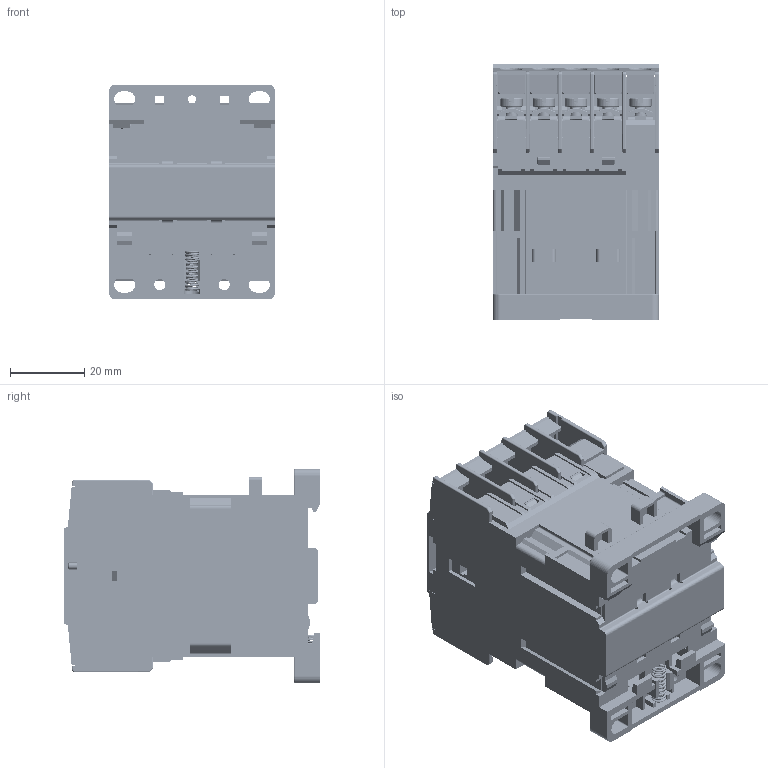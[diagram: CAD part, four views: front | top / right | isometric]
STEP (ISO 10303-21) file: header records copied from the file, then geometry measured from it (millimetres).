
FILE_DESCRIPTION((''),'2;1');
FILE_NAME('TOTAL_GMD_SW0001','2018-11-06T',('hijang'),(''),'CREO PARAMETRIC BY PTC INC, 2015380','CREO PARAMETRIC BY PTC INC, 2015380','');
FILE_SCHEMA(('CONFIG_CONTROL_DESIGN'));
Products named in the file (1): TOTAL_GMD_SW0001
Bounding box: 45 x 69 x 58 mm (x, y, z)
Volume: 48476.4 mm3; surface area: 87434.2 mm2
Topology: 3 solids, 4 shells, 6789 faces, 19537 edges, 12565 vertices
Faces by surface type: plane 4649, cylinder 1610, torus 274, bspline 140, sphere 68, cone 48
Entity records: 251533 total; most frequent: CARTESIAN_POINT 73803, ORIENTED_EDGE 39074, DIRECTION 34653, EDGE_CURVE 19537, VECTOR 15015, LINE 15015, VERTEX_POINT 12565, AXIS2_PLACEMENT_3D 9819
